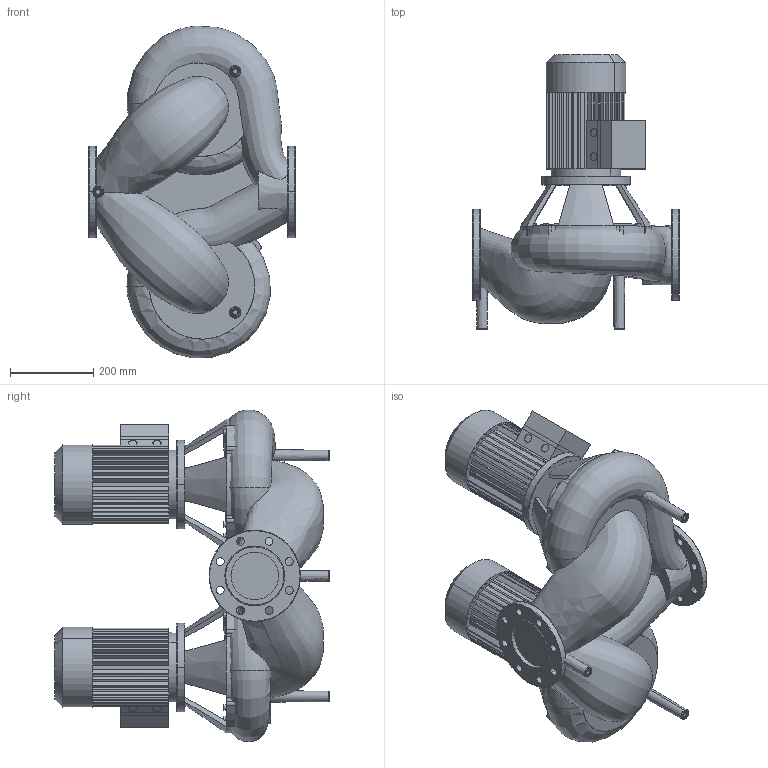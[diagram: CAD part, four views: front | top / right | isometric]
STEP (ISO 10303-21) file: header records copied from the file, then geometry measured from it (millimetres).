
FILE_DESCRIPTION((''),'2;1');
FILE_NAME('3d_DL100_145-1_1_4-2120969.stp','2016-05-24T12:40:10',(''),(''),'Mechanical Desktop 2009','Mechanical Desktop 2009',', , ');
FILE_SCHEMA(('CONFIG_CONTROL_DESIGN'));
Length unit declared in the file: millimetre
Products named in the file (1): Product
Bounding box: 500 x 662 x 798.63 mm (x, y, z)
Volume: 65242332.9 mm3; surface area: 2793641.6 mm2
Topology: 17 solids, 17 shells, 774 faces, 2112 edges, 1403 vertices
Faces by surface type: bspline 326, plane 250, cylinder 180, cone 14, torus 4
Entity records: 52144 total; most frequent: CARTESIAN_POINT 33057, ORIENTED_EDGE 4216, DIRECTION 3551, EDGE_CURVE 2108, VERTEX_POINT 1401, AXIS2_PLACEMENT_3D 1184, VECTOR 1183, LINE 1183
